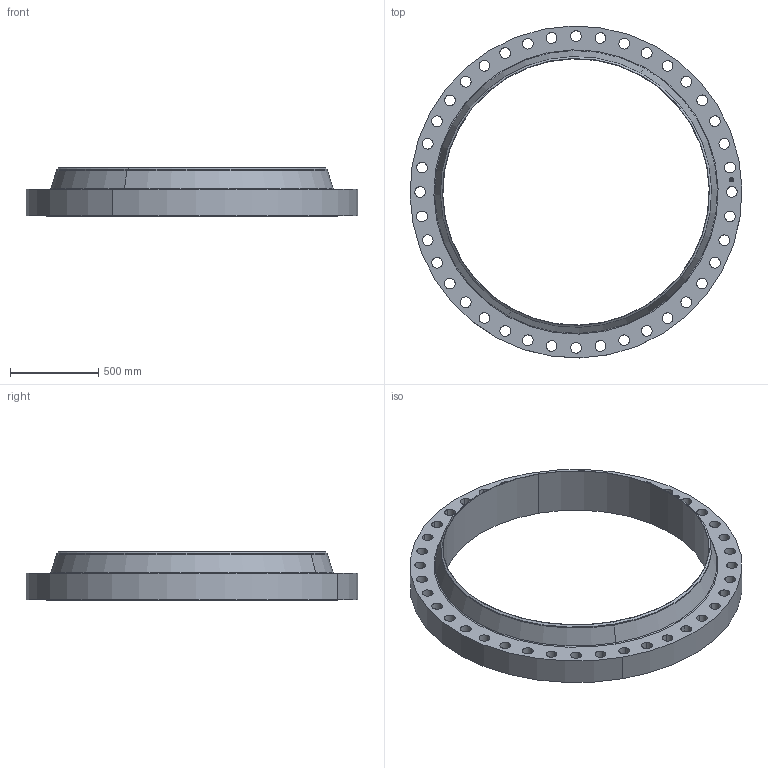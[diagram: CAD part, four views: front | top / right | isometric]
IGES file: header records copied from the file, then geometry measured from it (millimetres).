
Start section: START RECORD GO HERE.
Global section: file name: 60-300-WELD-NECK-RF-XH-B-FLANGE.igs; native system: DASSAULT SYSTEMES CATIA V5 R20 - www.3ds.com; preprocessor: CATIA Version 5 Release 20 SP 6 ; author: Texas Flange; organization: ; date: 20130324.214858; units: inch
Bounding box: 1877.55 x 1877.55 x 271.6 mm (x, y, z)
Volume: 146716168.3 mm3; surface area: 5474731.4 mm2
Topology: 1 solids, 1 shells, 483 faces, 1380 edges, 918 vertices
Faces by surface type: plane 369, revolution 114
